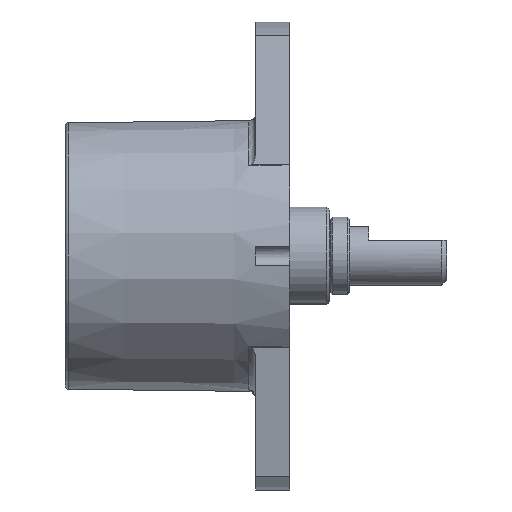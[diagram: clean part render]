
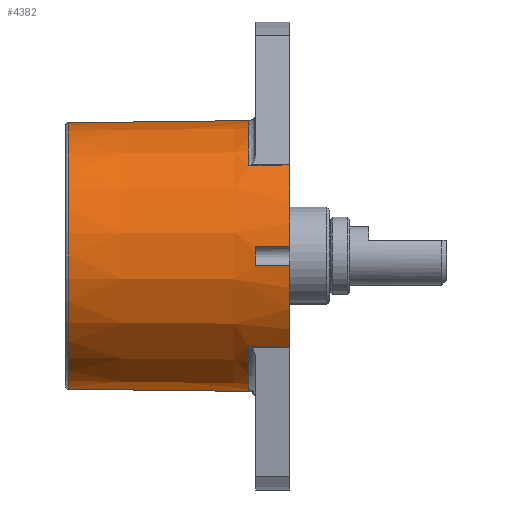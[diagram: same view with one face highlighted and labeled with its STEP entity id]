
A CAD part, left-side view. The second image highlights one B-rep face of the part: STEP entity #4382.
In plain terms, the highlighted conical face has half-angle 0.702 degrees and reference radius 13.94 mm.
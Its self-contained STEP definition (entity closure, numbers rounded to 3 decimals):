
#108 = AXIS2_PLACEMENT_3D ( 'NONE', #1820, #1821, #1822 ) ;
#149 = CIRCLE ( 'NONE', #108, 13.897 ) ;
#367 = EDGE_LOOP ( 'NONE', ( #3234, #3248, #3236, #3247, #3233, #3250, #3267, #3264, #3327, #3255, #3319, #3320 ) ) ;
#551 = VERTEX_POINT ( 'NONE', #3346 ) ;
#555 = VERTEX_POINT ( 'NONE', #3600 ) ;
#557 = VERTEX_POINT ( 'NONE', #3311 ) ;
#569 = VERTEX_POINT ( 'NONE', #3534 ) ;
#581 = VERTEX_POINT ( 'NONE', #3310 ) ;
#1090 = AXIS2_PLACEMENT_3D ( 'NONE', #1699, #1710, #1711 ) ;
#1114 = CIRCLE ( 'NONE', #1186, 13.889 ) ;
#1186 = AXIS2_PLACEMENT_3D ( 'NONE', #1479, #1480, #1481 ) ;
#1196 = CONICAL_SURFACE ( 'NONE', #1090, 13.94, 0.012 ) ;
#1298 = B_SPLINE_CURVE_WITH_KNOTS ( 'NONE', 3,
 ( #2421, #2407, #2424, #2425, #2426, #2427, #2428 ),
 .UNSPECIFIED., .F., .F.,
 ( 4, 3, 4 ),
 ( 0., 0.002, 0.004 ),
 .UNSPECIFIED. ) ;
#1301 = B_SPLINE_CURVE_WITH_KNOTS ( 'NONE', 3,
 ( #3127, #3128, #3132, #3133, #3134, #3135, #3136 ),
 .UNSPECIFIED., .F., .F.,
 ( 4, 3, 4 ),
 ( 0., 0.002, 0.004 ),
 .UNSPECIFIED. ) ;
#1307 = B_SPLINE_CURVE_WITH_KNOTS ( 'NONE', 3,
 ( #3120, #3117, #3122, #3123, #3124, #3125, #3126 ),
 .UNSPECIFIED., .F., .F.,
 ( 4, 3, 4 ),
 ( 0.025, 0.027, 0.029 ),
 .UNSPECIFIED. ) ;
#1317 = B_SPLINE_CURVE_WITH_KNOTS ( 'NONE', 3,
 ( #4039, #4038, #4043, #4045, #4047, #4048, #4049 ),
 .UNSPECIFIED., .F., .F.,
 ( 4, 3, 4 ),
 ( 0.026, 0.027, 0.03 ),
 .UNSPECIFIED. ) ;
#1410 = AXIS2_PLACEMENT_3D ( 'NONE', #3098, #3099, #3100 ) ;
#1424 = CIRCLE ( 'NONE', #1410, 13.94 ) ;
#1479 = CARTESIAN_POINT ( 'NONE',  ( 0., 9.815, 0. ) ) ;
#1480 = DIRECTION ( 'NONE',  ( 0., 1., 0. ) ) ;
#1481 = DIRECTION ( 'NONE',  ( 0., 0., 1. ) ) ;
#1699 = CARTESIAN_POINT ( 'NONE',  ( 0., 5.623, 0. ) ) ;
#1700 = FACE_OUTER_BOUND ( 'NONE', #367, .T. ) ;
#1710 = DIRECTION ( 'NONE',  ( 0., -1., 0. ) ) ;
#1711 = DIRECTION ( 'NONE',  ( 0., 0., 1. ) ) ;
#1820 = CARTESIAN_POINT ( 'NONE',  ( 0., 9.123, 0. ) ) ;
#1821 = DIRECTION ( 'NONE',  ( 0., 1., 0. ) ) ;
#1822 = DIRECTION ( 'NONE',  ( 0., 0., 1. ) ) ;
#1934 = CARTESIAN_POINT ( 'NONE',  ( -13.904, 5.623, 0.995 ) ) ;
#1963 = CARTESIAN_POINT ( 'NONE',  ( -13.904, 5.623, -0.995 ) ) ;
#1974 = CARTESIAN_POINT ( 'NONE',  ( -10.342, 5.623, -9.347 ) ) ;
#1993 = CARTESIAN_POINT ( 'NONE',  ( 0., 9.815, -13.889 ) ) ;
#2056 = CARTESIAN_POINT ( 'NONE',  ( -10.342, 9.815, -9.271 ) ) ;
#2061 = CARTESIAN_POINT ( 'NONE',  ( 0., 28.327, -13.662 ) ) ;
#2127 = CARTESIAN_POINT ( 'NONE',  ( -13.862, 9.123, -0.99 ) ) ;
#2407 = CARTESIAN_POINT ( 'NONE',  ( -13.896, 6.284, 0.995 ) ) ;
#2421 = CARTESIAN_POINT ( 'NONE',  ( -13.904, 5.623, 0.995 ) ) ;
#2424 = CARTESIAN_POINT ( 'NONE',  ( -13.888, 6.945, 0.994 ) ) ;
#2425 = CARTESIAN_POINT ( 'NONE',  ( -13.88, 7.605, 0.993 ) ) ;
#2426 = CARTESIAN_POINT ( 'NONE',  ( -13.874, 8.111, 0.992 ) ) ;
#2427 = CARTESIAN_POINT ( 'NONE',  ( -13.868, 8.617, 0.991 ) ) ;
#2428 = CARTESIAN_POINT ( 'NONE',  ( -13.862, 9.123, 0.99 ) ) ;
#2436 = CARTESIAN_POINT ( 'NONE',  ( 0., 5.623, 0. ) ) ;
#2437 = DIRECTION ( 'NONE',  ( 0., -1., 0. ) ) ;
#2438 = DIRECTION ( 'NONE',  ( 0., 0., 1. ) ) ;
#2486 = VECTOR ( 'NONE', #5381, 1000. ) ;
#2554 = CIRCLE ( 'NONE', #2573, 13.94 ) ;
#2573 = AXIS2_PLACEMENT_3D ( 'NONE', #2436, #2437, #2438 ) ;
#2613 = CIRCLE ( 'NONE', #2705, 13.662 ) ;
#2705 = AXIS2_PLACEMENT_3D ( 'NONE', #5384, #5385, #5386 ) ;
#2834 = AXIS2_PLACEMENT_3D ( 'NONE', #3142, #3143, #3144 ) ;
#2919 = CIRCLE ( 'NONE', #2834, 13.889 ) ;
#3022 = LINE ( 'NONE', #3023, #4948 ) ;
#3023 = CARTESIAN_POINT ( 'NONE',  ( 0., 5.623, 13.94 ) ) ;
#3032 = DIRECTION ( 'NONE',  ( 0., -1., 0.012 ) ) ;
#3098 = CARTESIAN_POINT ( 'NONE',  ( 0., 5.623, 0. ) ) ;
#3099 = DIRECTION ( 'NONE',  ( 0., -1., 0. ) ) ;
#3100 = DIRECTION ( 'NONE',  ( 0., 0., 1. ) ) ;
#3117 = CARTESIAN_POINT ( 'NONE',  ( -10.342, 9.018, -9.285 ) ) ;
#3120 = CARTESIAN_POINT ( 'NONE',  ( -10.342, 9.815, -9.271 ) ) ;
#3122 = CARTESIAN_POINT ( 'NONE',  ( -10.342, 8.221, -9.3 ) ) ;
#3123 = CARTESIAN_POINT ( 'NONE',  ( -10.342, 7.423, -9.315 ) ) ;
#3124 = CARTESIAN_POINT ( 'NONE',  ( -10.342, 6.823, -9.325 ) ) ;
#3125 = CARTESIAN_POINT ( 'NONE',  ( -10.342, 6.223, -9.336 ) ) ;
#3126 = CARTESIAN_POINT ( 'NONE',  ( -10.342, 5.623, -9.347 ) ) ;
#3127 = CARTESIAN_POINT ( 'NONE',  ( -13.862, 9.123, -0.99 ) ) ;
#3128 = CARTESIAN_POINT ( 'NONE',  ( -13.87, 8.463, -0.992 ) ) ;
#3132 = CARTESIAN_POINT ( 'NONE',  ( -13.878, 7.802, -0.993 ) ) ;
#3133 = CARTESIAN_POINT ( 'NONE',  ( -13.886, 7.141, -0.993 ) ) ;
#3134 = CARTESIAN_POINT ( 'NONE',  ( -13.892, 6.635, -0.994 ) ) ;
#3135 = CARTESIAN_POINT ( 'NONE',  ( -13.898, 6.129, -0.995 ) ) ;
#3136 = CARTESIAN_POINT ( 'NONE',  ( -13.904, 5.623, -0.995 ) ) ;
#3142 = CARTESIAN_POINT ( 'NONE',  ( 0., 9.815, 0. ) ) ;
#3143 = DIRECTION ( 'NONE',  ( 0., 1., 0. ) ) ;
#3144 = DIRECTION ( 'NONE',  ( 0., 0., 1. ) ) ;
#3192 = VERTEX_POINT ( 'NONE', #1974 ) ;
#3213 = VERTEX_POINT ( 'NONE', #1963 ) ;
#3217 = VERTEX_POINT ( 'NONE', #2056 ) ;
#3220 = VERTEX_POINT ( 'NONE', #1993 ) ;
#3225 = VERTEX_POINT ( 'NONE', #2061 ) ;
#3233 = ORIENTED_EDGE ( 'NONE', *, *, #4751, .F. ) ;
#3234 = ORIENTED_EDGE ( 'NONE', *, *, #4170, .T. ) ;
#3236 = ORIENTED_EDGE ( 'NONE', *, *, #4769, .T. ) ;
#3247 = ORIENTED_EDGE ( 'NONE', *, *, #4761, .T. ) ;
#3248 = ORIENTED_EDGE ( 'NONE', *, *, #4168, .T. ) ;
#3250 = ORIENTED_EDGE ( 'NONE', *, *, #4764, .F. ) ;
#3255 = ORIENTED_EDGE ( 'NONE', *, *, #4445, .T. ) ;
#3264 = ORIENTED_EDGE ( 'NONE', *, *, #4068, .F. ) ;
#3267 = ORIENTED_EDGE ( 'NONE', *, *, #4398, .T. ) ;
#3310 = CARTESIAN_POINT ( 'NONE',  ( 0., 9.815, 13.889 ) ) ;
#3311 = CARTESIAN_POINT ( 'NONE',  ( -10.342, 9.815, 9.271 ) ) ;
#3319 = ORIENTED_EDGE ( 'NONE', *, *, #4360, .T. ) ;
#3320 = ORIENTED_EDGE ( 'NONE', *, *, #4731, .F. ) ;
#3327 = ORIENTED_EDGE ( 'NONE', *, *, #4073, .F. ) ;
#3346 = CARTESIAN_POINT ( 'NONE',  ( 0., 28.327, 13.662 ) ) ;
#3410 = VERTEX_POINT ( 'NONE', #2127 ) ;
#3534 = CARTESIAN_POINT ( 'NONE',  ( -13.862, 9.123, 0.99 ) ) ;
#3542 = VERTEX_POINT ( 'NONE', #1934 ) ;
#3600 = CARTESIAN_POINT ( 'NONE',  ( -10.342, 5.623, 9.347 ) ) ;
#4038 = CARTESIAN_POINT ( 'NONE',  ( -10.342, 6.223, 9.336 ) ) ;
#4039 = CARTESIAN_POINT ( 'NONE',  ( -10.342, 5.623, 9.347 ) ) ;
#4043 = CARTESIAN_POINT ( 'NONE',  ( -10.342, 6.823, 9.325 ) ) ;
#4045 = CARTESIAN_POINT ( 'NONE',  ( -10.342, 7.423, 9.315 ) ) ;
#4047 = CARTESIAN_POINT ( 'NONE',  ( -10.342, 8.221, 9.3 ) ) ;
#4048 = CARTESIAN_POINT ( 'NONE',  ( -10.342, 9.018, 9.285 ) ) ;
#4049 = CARTESIAN_POINT ( 'NONE',  ( -10.342, 9.815, 9.271 ) ) ;
#4068 = EDGE_CURVE ( 'NONE', #3542, #569, #1298, .T. ) ;
#4073 = EDGE_CURVE ( 'NONE', #555, #3542, #2554, .T. ) ;
#4168 = EDGE_CURVE ( 'NONE', #3225, #3220, #5376, .T. ) ;
#4170 = EDGE_CURVE ( 'NONE', #551, #3225, #2613, .T. ) ;
#4360 = EDGE_CURVE ( 'NONE', #557, #581, #1114, .T. ) ;
#4382 = ADVANCED_FACE ( 'NONE', ( #1700 ), #1196, .T. ) ;
#4398 = EDGE_CURVE ( 'NONE', #3410, #569, #149, .T. ) ;
#4445 = EDGE_CURVE ( 'NONE', #555, #557, #1317, .T. ) ;
#4731 = EDGE_CURVE ( 'NONE', #551, #581, #3022, .T. ) ;
#4751 = EDGE_CURVE ( 'NONE', #3213, #3192, #1424, .T. ) ;
#4761 = EDGE_CURVE ( 'NONE', #3217, #3192, #1307, .T. ) ;
#4764 = EDGE_CURVE ( 'NONE', #3410, #3213, #1301, .T. ) ;
#4769 = EDGE_CURVE ( 'NONE', #3220, #3217, #2919, .T. ) ;
#4948 = VECTOR ( 'NONE', #3032, 1000. ) ;
#5372 = CARTESIAN_POINT ( 'NONE',  ( 0., 5.623, -13.94 ) ) ;
#5376 = LINE ( 'NONE', #5372, #2486 ) ;
#5381 = DIRECTION ( 'NONE',  ( 0., -1., -0.012 ) ) ;
#5384 = CARTESIAN_POINT ( 'NONE',  ( 0., 28.327, 0. ) ) ;
#5385 = DIRECTION ( 'NONE',  ( 0., -1., 0. ) ) ;
#5386 = DIRECTION ( 'NONE',  ( 0., 0., 1. ) ) ;
